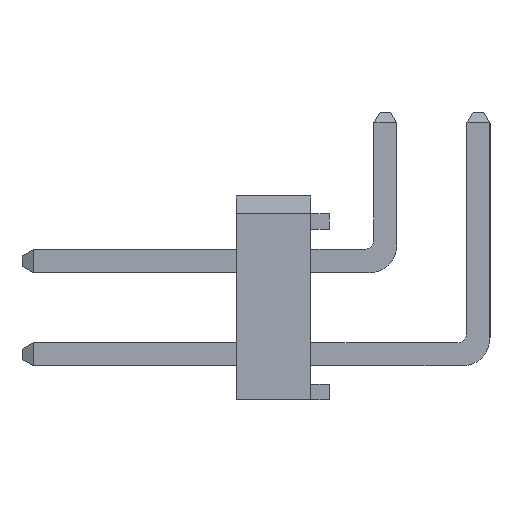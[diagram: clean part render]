
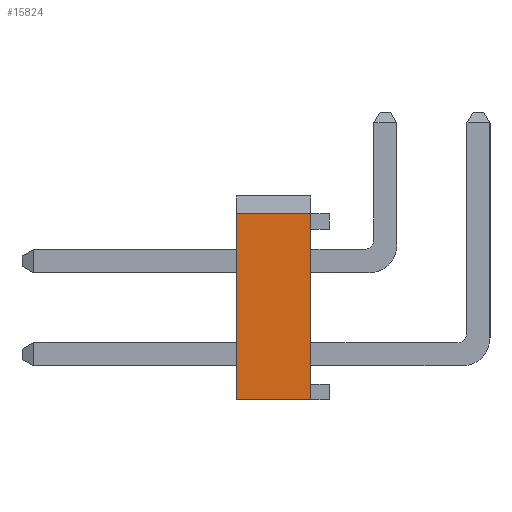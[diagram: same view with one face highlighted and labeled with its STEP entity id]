
A CAD part, left-side view. The second image highlights one B-rep face of the part: STEP entity #15824.
In plain terms, the highlighted planar face has unit normal (-1, 0, 0).
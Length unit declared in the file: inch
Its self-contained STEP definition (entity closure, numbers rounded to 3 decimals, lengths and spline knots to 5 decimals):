
#3487=ORIENTED_EDGE('',*,*,#6591,.F.);
#3488=ORIENTED_EDGE('',*,*,#6358,.F.);
#3489=ORIENTED_EDGE('',*,*,#6592,.F.);
#3490=ORIENTED_EDGE('',*,*,#5992,.T.);
#5992=EDGE_CURVE('',#7783,#7782,#9532,.T.);
#6358=EDGE_CURVE('',#8009,#8010,#9898,.T.);
#6591=EDGE_CURVE('',#8010,#7782,#10131,.T.);
#6592=EDGE_CURVE('',#7783,#8009,#10132,.T.);
#7782=VERTEX_POINT('',#23822);
#7783=VERTEX_POINT('',#23824);
#8009=VERTEX_POINT('',#24534);
#8010=VERTEX_POINT('',#24536);
#9532=LINE('',#23823,#11680);
#9898=LINE('',#24535,#12046);
#10131=LINE('',#25001,#12279);
#10132=LINE('',#25002,#12280);
#11680=VECTOR('',#19378,39.37008);
#12046=VECTOR('',#19982,39.37008);
#12279=VECTOR('',#20391,39.37008);
#12280=VECTOR('',#20392,39.37008);
#13196=EDGE_LOOP('',(#3487,#3488,#3489,#3490));
#14120=FACE_BOUND('',#13196,.T.);
#14972=PLANE('',#16775);
#15824=ADVANCED_FACE('',(#14120),#14972,.F.);
#16775=AXIS2_PLACEMENT_3D('',#25000,#20389,#20390);
#19378=DIRECTION('',(0.,-1.,0.));
#19982=DIRECTION('',(0.,-1.,0.));
#20389=DIRECTION('',(1.,0.,0.));
#20390=DIRECTION('',(0.,0.,-1.));
#20391=DIRECTION('',(0.,0.,-1.));
#20392=DIRECTION('',(0.,0.,1.));
#23822=CARTESIAN_POINT('',(-0.45,0.02,-0.1));
#23823=CARTESIAN_POINT('',(-0.45,0.1,-0.1));
#23824=CARTESIAN_POINT('',(-0.45,0.1,-0.1));
#24534=CARTESIAN_POINT('',(-0.45,0.1,0.1));
#24535=CARTESIAN_POINT('',(-0.45,0.1,0.1));
#24536=CARTESIAN_POINT('',(-0.45,0.02,0.1));
#25000=CARTESIAN_POINT('',(-0.45,0.1,-0.1));
#25001=CARTESIAN_POINT('',(-0.45,0.02,-0.1));
#25002=CARTESIAN_POINT('',(-0.45,0.1,-0.1));
